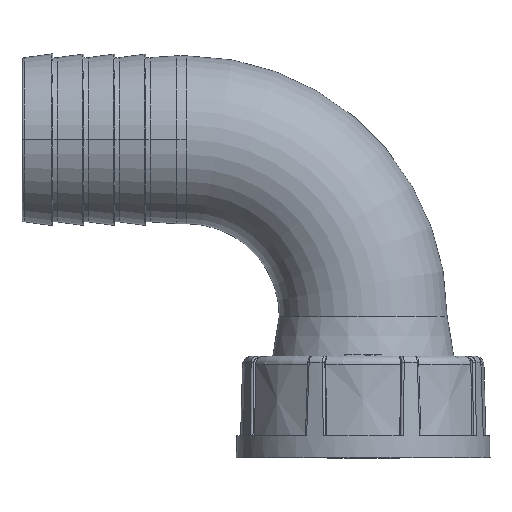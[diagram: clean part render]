
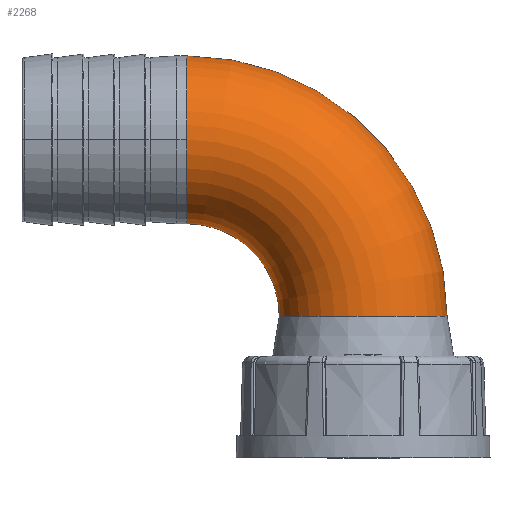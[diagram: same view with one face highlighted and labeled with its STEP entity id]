
A CAD part, top view. The second image highlights one B-rep face of the part: STEP entity #2268.
In plain terms, the highlighted toroidal (fillet/blend) face has major radius 40 mm and minor radius 19 mm.
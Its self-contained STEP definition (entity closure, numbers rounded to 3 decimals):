
#409=FACE_OUTER_BOUND('',#3026,.T.);
#776=TOROIDAL_SURFACE('',#7888,40.,19.);
#2268=ADVANCED_FACE('',(#409),#776,.T.);
#3026=EDGE_LOOP('',(#3689,#3690,#3691,#3692,#3693));
#3689=ORIENTED_EDGE('',*,*,#6441,.F.);
#3690=ORIENTED_EDGE('',*,*,#6513,.T.);
#3691=ORIENTED_EDGE('',*,*,#6514,.T.);
#3692=ORIENTED_EDGE('',*,*,#6443,.T.);
#3693=ORIENTED_EDGE('',*,*,#6457,.F.);
#5693=VERTEX_POINT('',#10458);
#5694=VERTEX_POINT('',#10460);
#5695=VERTEX_POINT('',#10462);
#5696=VERTEX_POINT('',#10464);
#5748=VERTEX_POINT('',#10605);
#6441=EDGE_CURVE('',#5693,#5694,#7501,.T.);
#6443=EDGE_CURVE('',#5696,#5695,#7503,.T.);
#6457=EDGE_CURVE('',#5694,#5695,#7511,.T.);
#6513=EDGE_CURVE('',#5693,#5748,#7543,.T.);
#6514=EDGE_CURVE('',#5748,#5696,#7544,.T.);
#7501=CIRCLE('',#7818,59.);
#7503=CIRCLE('',#7820,21.);
#7511=CIRCLE('',#7832,19.);
#7543=CIRCLE('',#7880,19.);
#7544=CIRCLE('',#7882,19.);
#7818=AXIS2_PLACEMENT_3D('',#10459,#8562,#8563);
#7820=AXIS2_PLACEMENT_3D('',#10463,#8566,#8567);
#7832=AXIS2_PLACEMENT_3D('',#10492,#8596,#8597);
#7880=AXIS2_PLACEMENT_3D('',#10606,#8716,#8717);
#7882=AXIS2_PLACEMENT_3D('',#10608,#8720,#8721);
#7888=AXIS2_PLACEMENT_3D('',#10614,#8732,#8733);
#8562=DIRECTION('',(0.,0.,-1.));
#8563=DIRECTION('',(-1.,0.,0.));
#8566=DIRECTION('',(0.,0.,-1.));
#8567=DIRECTION('',(-1.,0.,0.));
#8596=DIRECTION('',(0.,-1.,0.));
#8597=DIRECTION('',(1.,0.,0.));
#8716=DIRECTION('',(1.,0.,0.));
#8717=DIRECTION('',(0.,0.,-1.));
#8720=DIRECTION('',(1.,0.,0.));
#8721=DIRECTION('',(0.,0.,-1.));
#8732=DIRECTION('',(0.,0.,-1.));
#8733=DIRECTION('',(1.,0.,0.));
#10458=CARTESIAN_POINT('',(37.25,19.,0.));
#10459=CARTESIAN_POINT('',(37.25,-40.,0.));
#10460=CARTESIAN_POINT('',(96.25,-40.,0.));
#10462=CARTESIAN_POINT('',(58.25,-40.,0.));
#10463=CARTESIAN_POINT('',(37.25,-40.,0.));
#10464=CARTESIAN_POINT('',(37.25,-19.,0.));
#10492=CARTESIAN_POINT('',(77.25,-40.,0.));
#10605=CARTESIAN_POINT('',(37.25,0.,19.));
#10606=CARTESIAN_POINT('',(37.25,0.,0.));
#10608=CARTESIAN_POINT('',(37.25,0.,0.));
#10614=CARTESIAN_POINT('',(37.25,-40.,0.));
